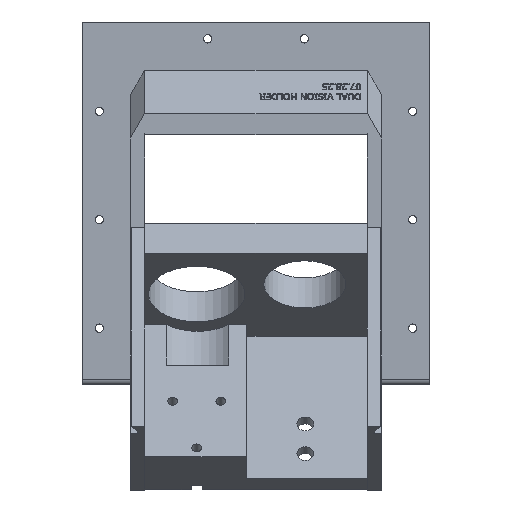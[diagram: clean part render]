
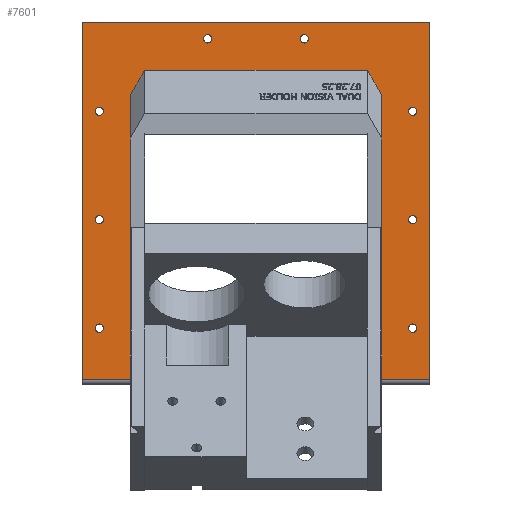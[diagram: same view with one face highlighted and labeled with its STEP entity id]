
A CAD part, top view. The second image highlights one B-rep face of the part: STEP entity #7601.
In plain terms, the highlighted planar face has unit normal (0, 0, 1).
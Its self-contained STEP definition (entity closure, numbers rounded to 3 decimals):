
#499=FACE_BOUND('',#1590,.T.);
#500=FACE_BOUND('',#1591,.T.);
#501=FACE_BOUND('',#1592,.T.);
#502=FACE_BOUND('',#1593,.T.);
#503=FACE_BOUND('',#1594,.T.);
#504=FACE_BOUND('',#1595,.T.);
#505=FACE_BOUND('',#1596,.T.);
#506=FACE_BOUND('',#1597,.T.);
#507=FACE_BOUND('',#1598,.T.);
#735=PLANE('',#7921);
#1125=FACE_OUTER_BOUND('',#1589,.T.);
#1589=EDGE_LOOP('',(#7053,#7054,#7055,#7056));
#1590=EDGE_LOOP('',(#7057));
#1591=EDGE_LOOP('',(#7058));
#1592=EDGE_LOOP('',(#7059));
#1593=EDGE_LOOP('',(#7060));
#1594=EDGE_LOOP('',(#7061));
#1595=EDGE_LOOP('',(#7062));
#1596=EDGE_LOOP('',(#7063));
#1597=EDGE_LOOP('',(#7064));
#1598=EDGE_LOOP('',(#7065,#7066,#7067,#7068,#7069,#7070));
#1709=LINE('',#9559,#2474);
#2337=LINE('',#13235,#3102);
#2341=LINE('',#13251,#3106);
#2343=LINE('',#13254,#3108);
#2348=LINE('',#13266,#3113);
#2349=LINE('',#13269,#3114);
#2354=LINE('',#13289,#3119);
#2355=LINE('',#13291,#3120);
#2356=LINE('',#13293,#3121);
#2357=LINE('',#13294,#3122);
#2474=VECTOR('',#8148,10.);
#3102=VECTOR('',#9148,10.);
#3106=VECTOR('',#9170,10.);
#3108=VECTOR('',#9174,10.);
#3113=VECTOR('',#9189,10.);
#3114=VECTOR('',#9194,10.);
#3119=VECTOR('',#9215,10.);
#3120=VECTOR('',#9216,10.);
#3121=VECTOR('',#9217,10.);
#3122=VECTOR('',#9218,10.);
#3194=CIRCLE('',#7922,1.729);
#3195=CIRCLE('',#7923,1.729);
#3196=CIRCLE('',#7924,1.729);
#3197=CIRCLE('',#7925,1.729);
#3198=CIRCLE('',#7926,1.729);
#3199=CIRCLE('',#7927,1.729);
#3200=CIRCLE('',#7928,1.729);
#3201=CIRCLE('',#7929,1.729);
#3284=VERTEX_POINT('',#9556);
#3285=VERTEX_POINT('',#9558);
#3890=VERTEX_POINT('',#13232);
#3891=VERTEX_POINT('',#13234);
#3893=VERTEX_POINT('',#13248);
#3894=VERTEX_POINT('',#13250);
#3902=VERTEX_POINT('',#13287);
#3903=VERTEX_POINT('',#13288);
#3904=VERTEX_POINT('',#13290);
#3905=VERTEX_POINT('',#13292);
#3906=VERTEX_POINT('',#13295);
#3907=VERTEX_POINT('',#13297);
#3908=VERTEX_POINT('',#13299);
#3909=VERTEX_POINT('',#13301);
#3910=VERTEX_POINT('',#13303);
#3911=VERTEX_POINT('',#13305);
#3912=VERTEX_POINT('',#13307);
#3913=VERTEX_POINT('',#13309);
#4033=EDGE_CURVE('',#3285,#3284,#1709,.T.);
#4943=EDGE_CURVE('',#3891,#3890,#2337,.T.);
#4947=EDGE_CURVE('',#3894,#3893,#2341,.T.);
#4949=EDGE_CURVE('',#3284,#3894,#2343,.T.);
#4956=EDGE_CURVE('',#3891,#3893,#2348,.F.);
#4957=EDGE_CURVE('',#3285,#3890,#2349,.F.);
#4966=EDGE_CURVE('',#3902,#3903,#2354,.T.);
#4967=EDGE_CURVE('',#3902,#3904,#2355,.T.);
#4968=EDGE_CURVE('',#3904,#3905,#2356,.T.);
#4969=EDGE_CURVE('',#3905,#3903,#2357,.T.);
#4970=EDGE_CURVE('',#3906,#3906,#3194,.T.);
#4971=EDGE_CURVE('',#3907,#3907,#3195,.T.);
#4972=EDGE_CURVE('',#3908,#3908,#3196,.T.);
#4973=EDGE_CURVE('',#3909,#3909,#3197,.T.);
#4974=EDGE_CURVE('',#3910,#3910,#3198,.T.);
#4975=EDGE_CURVE('',#3911,#3911,#3199,.T.);
#4976=EDGE_CURVE('',#3912,#3912,#3200,.T.);
#4977=EDGE_CURVE('',#3913,#3913,#3201,.T.);
#7053=ORIENTED_EDGE('',*,*,#4966,.F.);
#7054=ORIENTED_EDGE('',*,*,#4967,.T.);
#7055=ORIENTED_EDGE('',*,*,#4968,.T.);
#7056=ORIENTED_EDGE('',*,*,#4969,.T.);
#7057=ORIENTED_EDGE('',*,*,#4970,.T.);
#7058=ORIENTED_EDGE('',*,*,#4971,.T.);
#7059=ORIENTED_EDGE('',*,*,#4972,.T.);
#7060=ORIENTED_EDGE('',*,*,#4973,.T.);
#7061=ORIENTED_EDGE('',*,*,#4974,.T.);
#7062=ORIENTED_EDGE('',*,*,#4975,.T.);
#7063=ORIENTED_EDGE('',*,*,#4976,.T.);
#7064=ORIENTED_EDGE('',*,*,#4977,.T.);
#7065=ORIENTED_EDGE('',*,*,#4949,.T.);
#7066=ORIENTED_EDGE('',*,*,#4947,.T.);
#7067=ORIENTED_EDGE('',*,*,#4956,.F.);
#7068=ORIENTED_EDGE('',*,*,#4943,.T.);
#7069=ORIENTED_EDGE('',*,*,#4957,.F.);
#7070=ORIENTED_EDGE('',*,*,#4033,.T.);
#7601=ADVANCED_FACE('',(#1125,#499,#500,#501,#502,#503,#504,#505,#506,#507),
#735,.T.);
#7921=AXIS2_PLACEMENT_3D('',#13286,#9213,#9214);
#7922=AXIS2_PLACEMENT_3D('',#13296,#9219,#9220);
#7923=AXIS2_PLACEMENT_3D('',#13298,#9221,#9222);
#7924=AXIS2_PLACEMENT_3D('',#13300,#9223,#9224);
#7925=AXIS2_PLACEMENT_3D('',#13302,#9225,#9226);
#7926=AXIS2_PLACEMENT_3D('',#13304,#9227,#9228);
#7927=AXIS2_PLACEMENT_3D('',#13306,#9229,#9230);
#7928=AXIS2_PLACEMENT_3D('',#13308,#9231,#9232);
#7929=AXIS2_PLACEMENT_3D('',#13310,#9233,#9234);
#8148=DIRECTION('',(0.,-1.,0.));
#9148=DIRECTION('',(1.,0.,0.));
#9170=DIRECTION('',(0.,1.,0.));
#9174=DIRECTION('',(-1.,0.,0.));
#9189=DIRECTION('',(0.498,0.867,0.));
#9194=DIRECTION('',(0.498,-0.867,0.));
#9213=DIRECTION('center_axis',(0.,0.,1.));
#9214=DIRECTION('ref_axis',(1.,0.,0.));
#9215=DIRECTION('',(-1.,0.,0.));
#9216=DIRECTION('',(0.,1.,0.));
#9217=DIRECTION('',(-1.,0.,0.));
#9218=DIRECTION('',(0.,-1.,0.));
#9219=DIRECTION('center_axis',(0.,0.,-1.));
#9220=DIRECTION('ref_axis',(1.,0.,0.));
#9221=DIRECTION('center_axis',(0.,0.,-1.));
#9222=DIRECTION('ref_axis',(1.,0.,0.));
#9223=DIRECTION('center_axis',(0.,0.,-1.));
#9224=DIRECTION('ref_axis',(1.,0.,0.));
#9225=DIRECTION('center_axis',(0.,0.,-1.));
#9226=DIRECTION('ref_axis',(1.,0.,0.));
#9227=DIRECTION('center_axis',(0.,0.,-1.));
#9228=DIRECTION('ref_axis',(1.,0.,0.));
#9229=DIRECTION('center_axis',(0.,0.,-1.));
#9230=DIRECTION('ref_axis',(1.,0.,0.));
#9231=DIRECTION('center_axis',(0.,0.,-1.));
#9232=DIRECTION('ref_axis',(1.,0.,0.));
#9233=DIRECTION('center_axis',(0.,0.,-1.));
#9234=DIRECTION('ref_axis',(1.,0.,0.));
#9556=CARTESIAN_POINT('',(49.732,-66.73,5.));
#9558=CARTESIAN_POINT('',(49.732,50.081,5.));
#9559=CARTESIAN_POINT('',(49.732,-50.581,5.));
#13232=CARTESIAN_POINT('',(43.732,60.541,5.));
#13234=CARTESIAN_POINT('',(-48.732,60.541,5.));
#13235=CARTESIAN_POINT('',(-2.5,60.541,5.));
#13248=CARTESIAN_POINT('',(-54.732,50.081,5.));
#13250=CARTESIAN_POINT('',(-54.732,-66.73,5.));
#13251=CARTESIAN_POINT('',(-54.732,13.927,5.));
#13254=CARTESIAN_POINT('',(-2.5,-66.73,5.));
#13266=CARTESIAN_POINT('',(-62.166,37.119,5.));
#13269=CARTESIAN_POINT('',(71.087,12.849,5.));
#13286=CARTESIAN_POINT('Origin',(-2.5,-1.5,5.));
#13287=CARTESIAN_POINT('',(69.5,-67.799,5.));
#13288=CARTESIAN_POINT('',(-74.5,-67.799,5.));
#13289=CARTESIAN_POINT('',(-38.5,-67.799,5.));
#13290=CARTESIAN_POINT('',(69.5,80.5,5.));
#13291=CARTESIAN_POINT('',(69.5,-83.5,5.));
#13292=CARTESIAN_POINT('',(-74.5,80.5,5.));
#13293=CARTESIAN_POINT('',(69.5,80.5,5.));
#13294=CARTESIAN_POINT('',(-74.5,80.5,5.));
#13295=CARTESIAN_POINT('',(15.771,73.5,5.));
#13296=CARTESIAN_POINT('Origin',(17.5,73.5,5.));
#13297=CARTESIAN_POINT('',(60.771,-46.5,5.));
#13298=CARTESIAN_POINT('Origin',(62.5,-46.5,5.));
#13299=CARTESIAN_POINT('',(60.771,-1.5,5.));
#13300=CARTESIAN_POINT('Origin',(62.5,-1.5,5.));
#13301=CARTESIAN_POINT('',(-69.229,43.5,5.));
#13302=CARTESIAN_POINT('Origin',(-67.5,43.5,5.));
#13303=CARTESIAN_POINT('',(-69.229,-1.5,5.));
#13304=CARTESIAN_POINT('Origin',(-67.5,-1.5,5.));
#13305=CARTESIAN_POINT('',(-69.229,-46.5,5.));
#13306=CARTESIAN_POINT('Origin',(-67.5,-46.5,5.));
#13307=CARTESIAN_POINT('',(60.771,43.5,5.));
#13308=CARTESIAN_POINT('Origin',(62.5,43.5,5.));
#13309=CARTESIAN_POINT('',(-24.229,73.5,5.));
#13310=CARTESIAN_POINT('Origin',(-22.5,73.5,5.));
